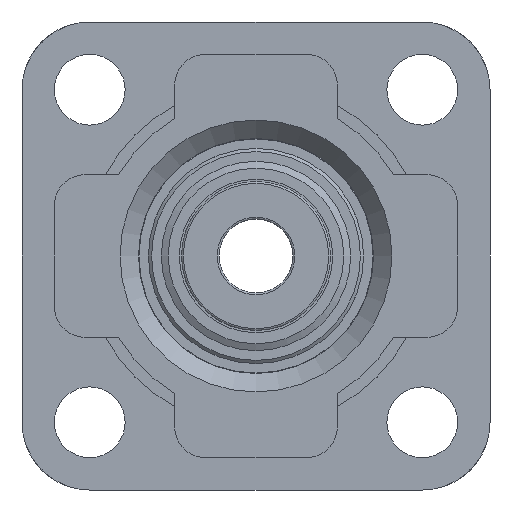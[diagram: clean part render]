
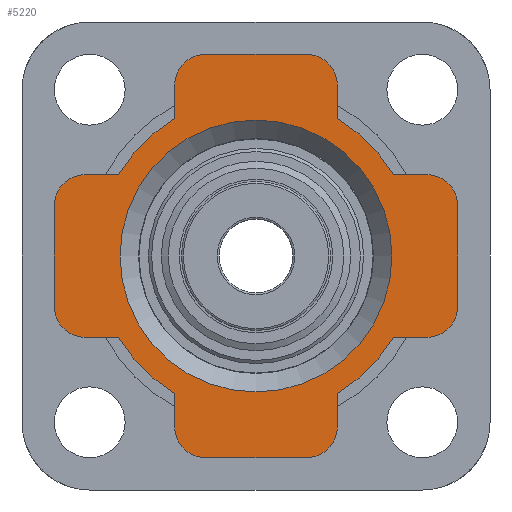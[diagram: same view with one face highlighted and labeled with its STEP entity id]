
A CAD part, left-side view. The second image highlights one B-rep face of the part: STEP entity #5220.
In plain terms, the highlighted face is planar.
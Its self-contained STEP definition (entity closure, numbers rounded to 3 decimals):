
#199=PLANE('',#5727);
#456=LINE('',#8548,#828);
#457=LINE('',#8550,#829);
#458=LINE('',#8554,#830);
#459=LINE('',#8558,#831);
#460=LINE('',#8559,#832);
#461=LINE('',#8563,#833);
#462=LINE('',#8567,#834);
#463=LINE('',#8568,#835);
#464=LINE('',#8572,#836);
#465=LINE('',#8576,#837);
#466=LINE('',#8577,#838);
#467=LINE('',#8581,#839);
#828=VECTOR('',#6660,1000.);
#829=VECTOR('',#6661,1000.);
#830=VECTOR('',#6664,1000.);
#831=VECTOR('',#6667,1000.);
#832=VECTOR('',#6668,1000.);
#833=VECTOR('',#6671,1000.);
#834=VECTOR('',#6674,1000.);
#835=VECTOR('',#6675,1000.);
#836=VECTOR('',#6678,1000.);
#837=VECTOR('',#6681,1000.);
#838=VECTOR('',#6682,1000.);
#839=VECTOR('',#6685,1000.);
#1367=ORIENTED_EDGE('',*,*,#2800,.F.);
#1368=ORIENTED_EDGE('',*,*,#2801,.F.);
#1369=ORIENTED_EDGE('',*,*,#2552,.T.);
#1370=ORIENTED_EDGE('',*,*,#2802,.F.);
#1371=ORIENTED_EDGE('',*,*,#2803,.F.);
#1372=ORIENTED_EDGE('',*,*,#2804,.F.);
#1373=ORIENTED_EDGE('',*,*,#2805,.F.);
#1374=ORIENTED_EDGE('',*,*,#2806,.F.);
#1375=ORIENTED_EDGE('',*,*,#2548,.T.);
#1376=ORIENTED_EDGE('',*,*,#2807,.F.);
#1377=ORIENTED_EDGE('',*,*,#2808,.F.);
#1378=ORIENTED_EDGE('',*,*,#2809,.F.);
#1379=ORIENTED_EDGE('',*,*,#2810,.F.);
#1380=ORIENTED_EDGE('',*,*,#2811,.F.);
#1381=ORIENTED_EDGE('',*,*,#2560,.T.);
#1382=ORIENTED_EDGE('',*,*,#2812,.F.);
#1383=ORIENTED_EDGE('',*,*,#2813,.F.);
#1384=ORIENTED_EDGE('',*,*,#2814,.F.);
#1385=ORIENTED_EDGE('',*,*,#2815,.F.);
#1386=ORIENTED_EDGE('',*,*,#2816,.F.);
#1387=ORIENTED_EDGE('',*,*,#2556,.T.);
#1388=ORIENTED_EDGE('',*,*,#2817,.F.);
#1389=ORIENTED_EDGE('',*,*,#2818,.F.);
#1390=ORIENTED_EDGE('',*,*,#2819,.F.);
#1391=ORIENTED_EDGE('',*,*,#2820,.F.);
#2548=EDGE_CURVE('',#3278,#3277,#3808,.T.);
#2552=EDGE_CURVE('',#3282,#3281,#3810,.T.);
#2556=EDGE_CURVE('',#3286,#3285,#3812,.T.);
#2560=EDGE_CURVE('',#3290,#3289,#3814,.T.);
#2800=EDGE_CURVE('',#3508,#3508,#3929,.T.);
#2801=EDGE_CURVE('',#3282,#3509,#456,.T.);
#2802=EDGE_CURVE('',#3510,#3281,#457,.T.);
#2803=EDGE_CURVE('',#3511,#3510,#3930,.T.);
#2804=EDGE_CURVE('',#3512,#3511,#458,.T.);
#2805=EDGE_CURVE('',#3513,#3512,#3931,.T.);
#2806=EDGE_CURVE('',#3278,#3513,#459,.T.);
#2807=EDGE_CURVE('',#3514,#3277,#460,.T.);
#2808=EDGE_CURVE('',#3515,#3514,#3932,.T.);
#2809=EDGE_CURVE('',#3516,#3515,#461,.T.);
#2810=EDGE_CURVE('',#3517,#3516,#3933,.T.);
#2811=EDGE_CURVE('',#3290,#3517,#462,.T.);
#2812=EDGE_CURVE('',#3518,#3289,#463,.T.);
#2813=EDGE_CURVE('',#3519,#3518,#3934,.T.);
#2814=EDGE_CURVE('',#3520,#3519,#464,.T.);
#2815=EDGE_CURVE('',#3521,#3520,#3935,.T.);
#2816=EDGE_CURVE('',#3286,#3521,#465,.T.);
#2817=EDGE_CURVE('',#3522,#3285,#466,.T.);
#2818=EDGE_CURVE('',#3523,#3522,#3936,.T.);
#2819=EDGE_CURVE('',#3524,#3523,#467,.T.);
#2820=EDGE_CURVE('',#3509,#3524,#3937,.T.);
#3277=VERTEX_POINT('',#7958);
#3278=VERTEX_POINT('',#7960);
#3281=VERTEX_POINT('',#7967);
#3282=VERTEX_POINT('',#7969);
#3285=VERTEX_POINT('',#7976);
#3286=VERTEX_POINT('',#7978);
#3289=VERTEX_POINT('',#7985);
#3290=VERTEX_POINT('',#7987);
#3508=VERTEX_POINT('',#8546);
#3509=VERTEX_POINT('',#8549);
#3510=VERTEX_POINT('',#8551);
#3511=VERTEX_POINT('',#8553);
#3512=VERTEX_POINT('',#8555);
#3513=VERTEX_POINT('',#8557);
#3514=VERTEX_POINT('',#8560);
#3515=VERTEX_POINT('',#8562);
#3516=VERTEX_POINT('',#8564);
#3517=VERTEX_POINT('',#8566);
#3518=VERTEX_POINT('',#8569);
#3519=VERTEX_POINT('',#8571);
#3520=VERTEX_POINT('',#8573);
#3521=VERTEX_POINT('',#8575);
#3522=VERTEX_POINT('',#8578);
#3523=VERTEX_POINT('',#8580);
#3524=VERTEX_POINT('',#8582);
#3808=CIRCLE('',#5579,25.941);
#3810=CIRCLE('',#5582,25.941);
#3812=CIRCLE('',#5585,25.941);
#3814=CIRCLE('',#5588,25.941);
#3929=CIRCLE('',#5726,22.079);
#3930=CIRCLE('',#5728,5.);
#3931=CIRCLE('',#5729,5.);
#3932=CIRCLE('',#5730,5.);
#3933=CIRCLE('',#5731,5.);
#3934=CIRCLE('',#5732,5.);
#3935=CIRCLE('',#5733,5.);
#3936=CIRCLE('',#5734,5.);
#3937=CIRCLE('',#5735,5.);
#4159=EDGE_LOOP('',(#1367));
#4160=EDGE_LOOP('',(#1368,#1369,#1370,#1371,#1372,#1373,#1374,#1375,#1376,
#1377,#1378,#1379,#1380,#1381,#1382,#1383,#1384,#1385,#1386,#1387,#1388,
#1389,#1390,#1391));
#4641=FACE_BOUND('',#4159,.T.);
#4642=FACE_BOUND('',#4160,.T.);
#5220=ADVANCED_FACE('',(#4641,#4642),#199,.T.);
#5579=AXIS2_PLACEMENT_3D('',#7959,#6251,#6252);
#5582=AXIS2_PLACEMENT_3D('',#7968,#6259,#6260);
#5585=AXIS2_PLACEMENT_3D('',#7977,#6267,#6268);
#5588=AXIS2_PLACEMENT_3D('',#7986,#6275,#6276);
#5726=AXIS2_PLACEMENT_3D('',#8545,#6656,#6657);
#5727=AXIS2_PLACEMENT_3D('',#8547,#6658,#6659);
#5728=AXIS2_PLACEMENT_3D('',#8552,#6662,#6663);
#5729=AXIS2_PLACEMENT_3D('',#8556,#6665,#6666);
#5730=AXIS2_PLACEMENT_3D('',#8561,#6669,#6670);
#5731=AXIS2_PLACEMENT_3D('',#8565,#6672,#6673);
#5732=AXIS2_PLACEMENT_3D('',#8570,#6676,#6677);
#5733=AXIS2_PLACEMENT_3D('',#8574,#6679,#6680);
#5734=AXIS2_PLACEMENT_3D('',#8579,#6683,#6684);
#5735=AXIS2_PLACEMENT_3D('',#8583,#6686,#6687);
#6251=DIRECTION('',(0.,-1.,0.));
#6252=DIRECTION('',(0.,0.,-1.));
#6259=DIRECTION('',(0.,-1.,0.));
#6260=DIRECTION('',(0.,0.,-1.));
#6267=DIRECTION('',(0.,-1.,0.));
#6268=DIRECTION('',(0.,0.,-1.));
#6275=DIRECTION('',(0.,-1.,0.));
#6276=DIRECTION('',(0.,0.,-1.));
#6656=DIRECTION('',(0.,-1.,0.));
#6657=DIRECTION('',(0.,0.,-1.));
#6658=DIRECTION('',(0.,-1.,0.));
#6659=DIRECTION('',(0.,0.,-1.));
#6660=DIRECTION('',(1.,0.,0.));
#6661=DIRECTION('',(0.,0.,-1.));
#6662=DIRECTION('',(0.,1.,0.));
#6663=DIRECTION('',(1.,0.,0.));
#6664=DIRECTION('',(1.,0.,0.));
#6665=DIRECTION('',(0.,1.,0.));
#6666=DIRECTION('',(1.,0.,0.));
#6667=DIRECTION('',(0.,0.,1.));
#6668=DIRECTION('',(1.,0.,0.));
#6669=DIRECTION('',(0.,1.,0.));
#6670=DIRECTION('',(1.,0.,0.));
#6671=DIRECTION('',(0.,0.,1.));
#6672=DIRECTION('',(0.,1.,0.));
#6673=DIRECTION('',(1.,0.,0.));
#6674=DIRECTION('',(-1.,0.,0.));
#6675=DIRECTION('',(0.,0.,1.));
#6676=DIRECTION('',(0.,1.,0.));
#6677=DIRECTION('',(1.,0.,0.));
#6678=DIRECTION('',(-1.,0.,0.));
#6679=DIRECTION('',(0.,1.,0.));
#6680=DIRECTION('',(1.,0.,0.));
#6681=DIRECTION('',(0.,0.,-1.));
#6682=DIRECTION('',(-1.,0.,0.));
#6683=DIRECTION('',(0.,1.,0.));
#6684=DIRECTION('',(1.,0.,0.));
#6685=DIRECTION('',(0.,0.,-1.));
#6686=DIRECTION('',(0.,1.,0.));
#6687=DIRECTION('',(1.,0.,0.));
#7958=CARTESIAN_POINT('',(-22.331,6.,13.2));
#7959=CARTESIAN_POINT('',(0.,6.,0.));
#7960=CARTESIAN_POINT('',(-13.2,6.,22.331));
#7967=CARTESIAN_POINT('',(13.2,6.,22.331));
#7968=CARTESIAN_POINT('',(0.,6.,0.));
#7969=CARTESIAN_POINT('',(22.331,6.,13.2));
#7976=CARTESIAN_POINT('',(22.331,6.,-13.2));
#7977=CARTESIAN_POINT('',(0.,6.,0.));
#7978=CARTESIAN_POINT('',(13.2,6.,-22.331));
#7985=CARTESIAN_POINT('',(-13.2,6.,-22.331));
#7986=CARTESIAN_POINT('',(0.,6.,0.));
#7987=CARTESIAN_POINT('',(-22.331,6.,-13.2));
#8545=CARTESIAN_POINT('',(0.,6.,0.));
#8546=CARTESIAN_POINT('',(0.,6.,-22.079));
#8547=CARTESIAN_POINT('',(22.079,6.,0.));
#8548=CARTESIAN_POINT('',(13.2,6.,13.2));
#8549=CARTESIAN_POINT('',(27.75,6.,13.2));
#8550=CARTESIAN_POINT('',(13.2,6.,27.75));
#8551=CARTESIAN_POINT('',(13.2,6.,27.75));
#8552=CARTESIAN_POINT('',(8.2,6.,27.75));
#8553=CARTESIAN_POINT('',(8.2,6.,32.75));
#8554=CARTESIAN_POINT('',(-8.2,6.,32.75));
#8555=CARTESIAN_POINT('',(-8.2,6.,32.75));
#8556=CARTESIAN_POINT('',(-8.2,6.,27.75));
#8557=CARTESIAN_POINT('',(-13.2,6.,27.75));
#8558=CARTESIAN_POINT('',(-13.2,6.,13.2));
#8559=CARTESIAN_POINT('',(-27.75,6.,13.2));
#8560=CARTESIAN_POINT('',(-27.75,6.,13.2));
#8561=CARTESIAN_POINT('',(-27.75,6.,8.2));
#8562=CARTESIAN_POINT('',(-32.75,6.,8.2));
#8563=CARTESIAN_POINT('',(-32.75,6.,-8.2));
#8564=CARTESIAN_POINT('',(-32.75,6.,-8.2));
#8565=CARTESIAN_POINT('',(-27.75,6.,-8.2));
#8566=CARTESIAN_POINT('',(-27.75,6.,-13.2));
#8567=CARTESIAN_POINT('',(-13.2,6.,-13.2));
#8568=CARTESIAN_POINT('',(-13.2,6.,-27.75));
#8569=CARTESIAN_POINT('',(-13.2,6.,-27.75));
#8570=CARTESIAN_POINT('',(-8.2,6.,-27.75));
#8571=CARTESIAN_POINT('',(-8.2,6.,-32.75));
#8572=CARTESIAN_POINT('',(8.2,6.,-32.75));
#8573=CARTESIAN_POINT('',(8.2,6.,-32.75));
#8574=CARTESIAN_POINT('',(8.2,6.,-27.75));
#8575=CARTESIAN_POINT('',(13.2,6.,-27.75));
#8576=CARTESIAN_POINT('',(13.2,6.,-13.2));
#8577=CARTESIAN_POINT('',(27.75,6.,-13.2));
#8578=CARTESIAN_POINT('',(27.75,6.,-13.2));
#8579=CARTESIAN_POINT('',(27.75,6.,-8.2));
#8580=CARTESIAN_POINT('',(32.75,6.,-8.2));
#8581=CARTESIAN_POINT('',(32.75,6.,8.2));
#8582=CARTESIAN_POINT('',(32.75,6.,8.2));
#8583=CARTESIAN_POINT('',(27.75,6.,8.2));
